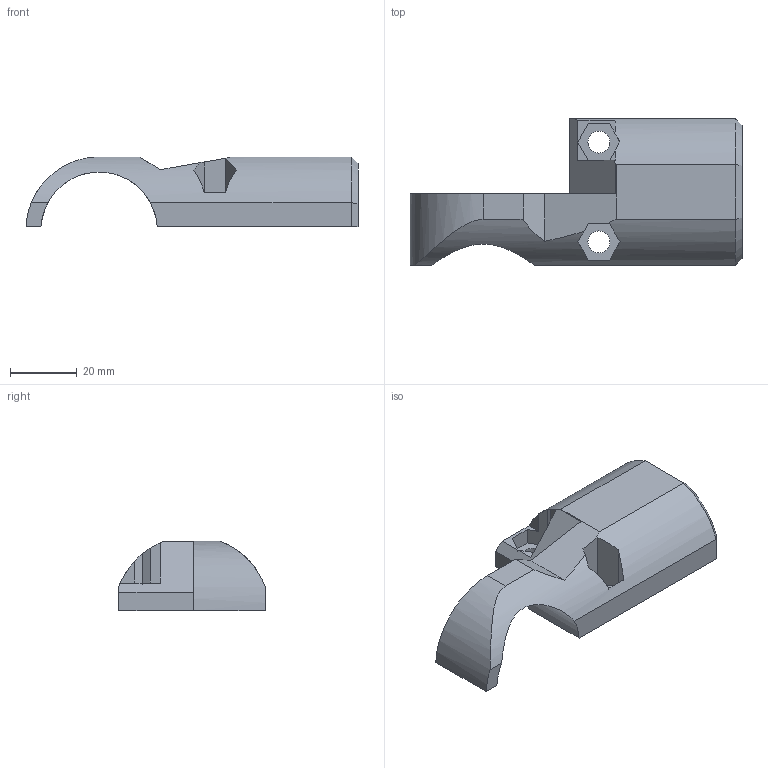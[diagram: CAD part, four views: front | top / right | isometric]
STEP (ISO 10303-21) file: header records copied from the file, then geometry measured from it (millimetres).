
FILE_DESCRIPTION((''),'2;1');
FILE_NAME('欄杆壓片-轉角右YM-RR-100.stp','2013-07-10T16:44:35',('user'),(''),'Autodesk Inventor 2012','Autodesk Inventor 2012','');
FILE_SCHEMA(('AUTOMOTIVE_DESIGN { 1 0 10303 214 1 1 1 1 }'));
Length unit declared in the file: millimetre
Products named in the file (1): 欄杆壓片-轉角右YM-RR-100
Bounding box: 99.78 x 44 x 21 mm (x, y, z)
Volume: 30048.8 mm3; surface area: 11425.2 mm2
Topology: 1 solids, 1 shells, 49 faces, 136 edges, 89 vertices
Faces by surface type: plane 39, cylinder 8, cone 2
Full cylindrical faces by diameter (mm): 6.6 x2
Entity records: 1622 total; most frequent: CARTESIAN_POINT 324, ORIENTED_EDGE 268, DIRECTION 258, EDGE_CURVE 134, VECTOR 96, LINE 96, VERTEX_POINT 89, AXIS2_PLACEMENT_3D 81
